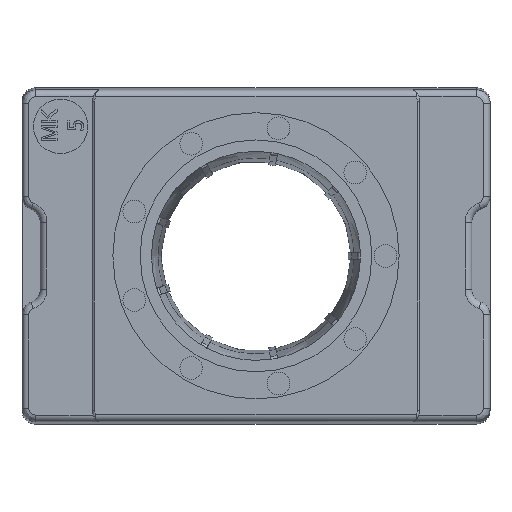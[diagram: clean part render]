
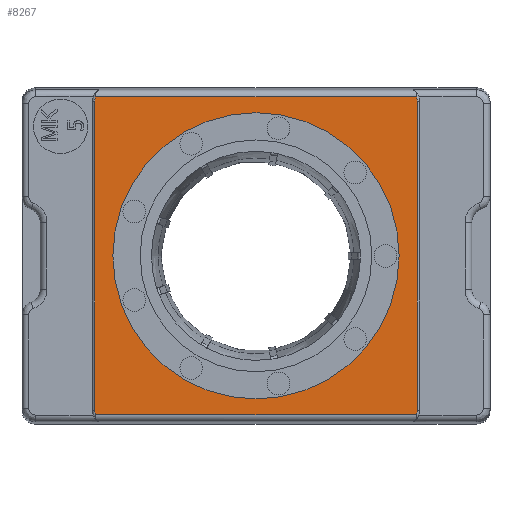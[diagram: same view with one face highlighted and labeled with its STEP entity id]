
A CAD part, top view. The second image highlights one B-rep face of the part: STEP entity #8267.
In plain terms, the highlighted planar face has unit normal (0, 0, 1).
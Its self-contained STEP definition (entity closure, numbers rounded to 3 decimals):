
#84=FACE_BOUND('',#1252,.T.);
#125=CIRCLE('',#8755,2.5);
#126=CIRCLE('',#8757,2.5);
#129=CIRCLE('',#8762,2.5);
#130=CIRCLE('',#8763,2.5);
#131=CIRCLE('',#8764,31.5);
#449=PLANE('',#8761);
#795=FACE_OUTER_BOUND('',#1251,.T.);
#1251=EDGE_LOOP('',(#6059,#6060,#6061,#6062,#6063,#6064,#6065,#6066));
#1252=EDGE_LOOP('',(#6067));
#1786=LINE('',#12337,#2742);
#1787=LINE('',#12384,#2743);
#1789=LINE('',#12388,#2745);
#1790=LINE('',#12392,#2746);
#2742=VECTOR('',#9645,10.);
#2743=VECTOR('',#9664,10.);
#2745=VECTOR('',#9668,10.);
#2746=VECTOR('',#9671,10.);
#3741=VERTEX_POINT('',#12325);
#3742=VERTEX_POINT('',#12336);
#3745=VERTEX_POINT('',#12360);
#3747=VERTEX_POINT('',#12365);
#3748=VERTEX_POINT('',#12378);
#3750=VERTEX_POINT('',#12387);
#3751=VERTEX_POINT('',#12389);
#3752=VERTEX_POINT('',#12391);
#3753=VERTEX_POINT('',#12394);
#4622=EDGE_CURVE('',#3741,#3742,#1786,.T.);
#4627=EDGE_CURVE('',#3745,#3741,#125,.T.);
#4629=EDGE_CURVE('',#3747,#3748,#126,.T.);
#4632=EDGE_CURVE('',#3748,#3745,#1787,.T.);
#4634=EDGE_CURVE('',#3750,#3747,#1789,.T.);
#4635=EDGE_CURVE('',#3751,#3750,#129,.T.);
#4636=EDGE_CURVE('',#3752,#3751,#1790,.T.);
#4637=EDGE_CURVE('',#3742,#3752,#130,.T.);
#4638=EDGE_CURVE('',#3753,#3753,#131,.T.);
#6059=ORIENTED_EDGE('',*,*,#4627,.F.);
#6060=ORIENTED_EDGE('',*,*,#4632,.F.);
#6061=ORIENTED_EDGE('',*,*,#4629,.F.);
#6062=ORIENTED_EDGE('',*,*,#4634,.F.);
#6063=ORIENTED_EDGE('',*,*,#4635,.F.);
#6064=ORIENTED_EDGE('',*,*,#4636,.F.);
#6065=ORIENTED_EDGE('',*,*,#4637,.F.);
#6066=ORIENTED_EDGE('',*,*,#4622,.F.);
#6067=ORIENTED_EDGE('',*,*,#4638,.T.);
#8267=ADVANCED_FACE('',(#795,#84),#449,.T.);
#8755=AXIS2_PLACEMENT_3D('',#12362,#9652,#9653);
#8757=AXIS2_PLACEMENT_3D('',#12379,#9656,#9657);
#8761=AXIS2_PLACEMENT_3D('',#12386,#9666,#9667);
#8762=AXIS2_PLACEMENT_3D('',#12390,#9669,#9670);
#8763=AXIS2_PLACEMENT_3D('',#12393,#9672,#9673);
#8764=AXIS2_PLACEMENT_3D('',#12395,#9674,#9675);
#9645=DIRECTION('',(-1.,0.,0.));
#9652=DIRECTION('center_axis',(0.,0.,-1.));
#9653=DIRECTION('ref_axis',(0.986,-0.168,0.));
#9656=DIRECTION('center_axis',(0.,0.,-1.));
#9657=DIRECTION('ref_axis',(0.986,0.168,0.));
#9664=DIRECTION('',(0.,-1.,0.));
#9666=DIRECTION('center_axis',(0.,0.,1.));
#9667=DIRECTION('ref_axis',(1.,0.,0.));
#9668=DIRECTION('',(1.,0.,0.));
#9669=DIRECTION('center_axis',(0.,0.,-1.));
#9670=DIRECTION('ref_axis',(-0.889,0.458,0.));
#9671=DIRECTION('',(0.,1.,0.));
#9672=DIRECTION('center_axis',(0.,0.,-1.));
#9673=DIRECTION('ref_axis',(-0.889,-0.458,0.));
#9674=DIRECTION('center_axis',(0.,0.,-1.));
#9675=DIRECTION('ref_axis',(-1.,0.,0.));
#12325=CARTESIAN_POINT('',(35.294,-34.993,3.5));
#12336=CARTESIAN_POINT('',(-35.294,-34.993,3.5));
#12337=CARTESIAN_POINT('',(-34.64,-34.993,3.5));
#12360=CARTESIAN_POINT('',(35.5,-34.,3.5));
#12362=CARTESIAN_POINT('Origin',(33.,-34.,3.5));
#12365=CARTESIAN_POINT('',(35.294,34.993,3.5));
#12378=CARTESIAN_POINT('',(35.5,34.,3.5));
#12379=CARTESIAN_POINT('Origin',(33.,34.,3.5));
#12384=CARTESIAN_POINT('',(35.5,-17.,3.5));
#12386=CARTESIAN_POINT('Origin',(-17.779,0.,3.5));
#12387=CARTESIAN_POINT('',(-35.294,34.993,3.5));
#12388=CARTESIAN_POINT('',(-34.64,34.993,3.5));
#12389=CARTESIAN_POINT('',(-35.5,34.,3.5));
#12390=CARTESIAN_POINT('Origin',(-33.,34.,3.5));
#12391=CARTESIAN_POINT('',(-35.5,-34.,3.5));
#12392=CARTESIAN_POINT('',(-35.5,-17.,3.5));
#12393=CARTESIAN_POINT('Origin',(-33.,-34.,3.5));
#12394=CARTESIAN_POINT('',(31.5,0.,3.5));
#12395=CARTESIAN_POINT('Origin',(0.,0.,3.5));
